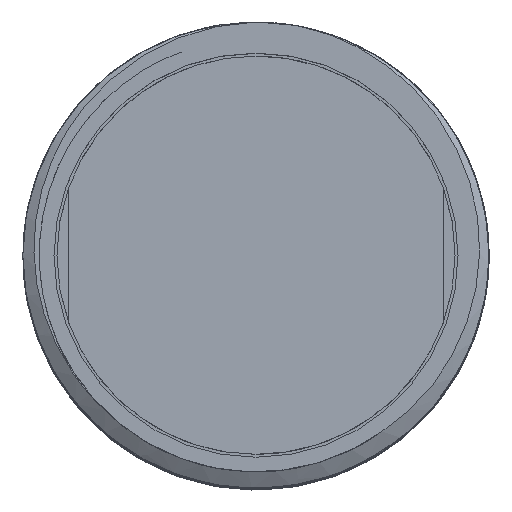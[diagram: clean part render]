
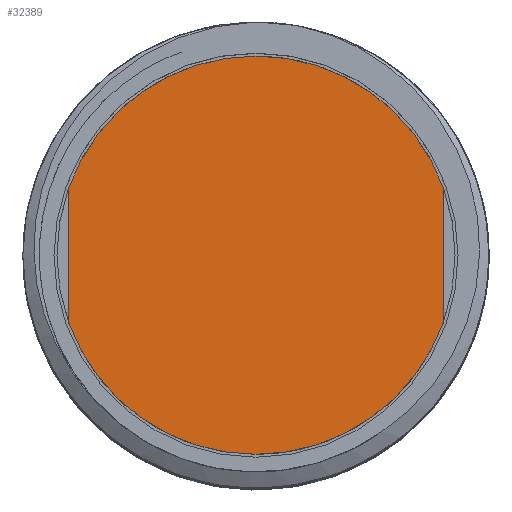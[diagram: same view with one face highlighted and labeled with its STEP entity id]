
A CAD part, top view. The second image highlights one B-rep face of the part: STEP entity #32389.
In plain terms, the highlighted planar face has unit normal (0, 0, 1).
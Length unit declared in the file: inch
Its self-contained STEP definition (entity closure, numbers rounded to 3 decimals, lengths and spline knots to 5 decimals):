
#16041=CARTESIAN_POINT('',(0.,0.,0.));
#16042=DIRECTION('',(0.,0.,1.));
#16043=DIRECTION('',(0.,1.,0.));
#16044=AXIS2_PLACEMENT_3D('',#16041,#16042,#16043);
#16046=CARTESIAN_POINT('',(0.,0.,0.));
#16047=DIRECTION('',(0.,0.,1.));
#16048=DIRECTION('',(-0.942,-0.335,0.));
#16049=AXIS2_PLACEMENT_3D('',#16046,#16047,#16048);
#16093=CARTESIAN_POINT('',(0.,0.,0.));
#16094=DIRECTION('',(0.,0.,-1.));
#16095=DIRECTION('',(0.942,-0.335,0.));
#16096=AXIS2_PLACEMENT_3D('',#16093,#16094,#16095);
#16098=CARTESIAN_POINT('',(0.,0.,0.));
#16099=DIRECTION('',(0.,0.,-1.));
#16100=DIRECTION('',(0.,1.,0.));
#16101=AXIS2_PLACEMENT_3D('',#16098,#16099,#16100);
#16107=DIRECTION('',(0.,-1.,0.));
#16108=VECTOR('',#16107,0.20279);
#16109=CARTESIAN_POINT('',(0.285,0.1014,0.));
#16110=LINE('',#16109,#16108);
#16111=DIRECTION('',(0.,1.,0.));
#16112=VECTOR('',#16111,0.20279);
#16113=CARTESIAN_POINT('',(-0.285,-0.1014,0.));
#16114=LINE('',#16113,#16112);
#16770=CARTESIAN_POINT('',(0.285,0.1014,0.));
#16771=CARTESIAN_POINT('',(0.285,-0.1014,0.));
#16772=VERTEX_POINT('',#16770);
#16773=VERTEX_POINT('',#16771);
#16774=CARTESIAN_POINT('',(-0.285,-0.1014,0.));
#16775=CARTESIAN_POINT('',(-0.285,0.1014,0.));
#16776=VERTEX_POINT('',#16774);
#16777=VERTEX_POINT('',#16775);
#16786=CARTESIAN_POINT('',(0.,0.3025,0.));
#16787=VERTEX_POINT('',#16786);
#16788=CARTESIAN_POINT('',(0.,-0.3025,0.));
#16789=VERTEX_POINT('',#16788);
#32374=CARTESIAN_POINT('',(0.,0.,0.));
#32375=DIRECTION('',(0.,0.,1.));
#32376=DIRECTION('',(0.,-1.,0.));
#32377=AXIS2_PLACEMENT_3D('',#32374,#32375,#32376);
#32378=PLANE('',#32377);
#32380=ORIENTED_EDGE('',*,*,#32379,.T.);
#32381=ORIENTED_EDGE('',*,*,#32360,.T.);
#32382=ORIENTED_EDGE('',*,*,#32342,.F.);
#32384=ORIENTED_EDGE('',*,*,#32383,.T.);
#32385=ORIENTED_EDGE('',*,*,#32334,.F.);
#32386=ORIENTED_EDGE('',*,*,#32368,.T.);
#32387=EDGE_LOOP('',(#32380,#32381,#32382,#32384,#32385,#32386));
#32388=FACE_OUTER_BOUND('',#32387,.F.);
#32389=ADVANCED_FACE('',(#32388),#32378,.T.);
#16045=CIRCLE('',#16044,0.3025);
#16050=CIRCLE('',#16049,0.3025);
#16097=CIRCLE('',#16096,0.3025);
#16102=CIRCLE('',#16101,0.3025);
#32334=EDGE_CURVE('',#16787,#16777,#16045,.T.);
#32342=EDGE_CURVE('',#16776,#16789,#16050,.T.);
#32360=EDGE_CURVE('',#16773,#16789,#16097,.T.);
#32368=EDGE_CURVE('',#16787,#16772,#16102,.T.);
#32379=EDGE_CURVE('',#16772,#16773,#16110,.T.);
#32383=EDGE_CURVE('',#16776,#16777,#16114,.T.);
